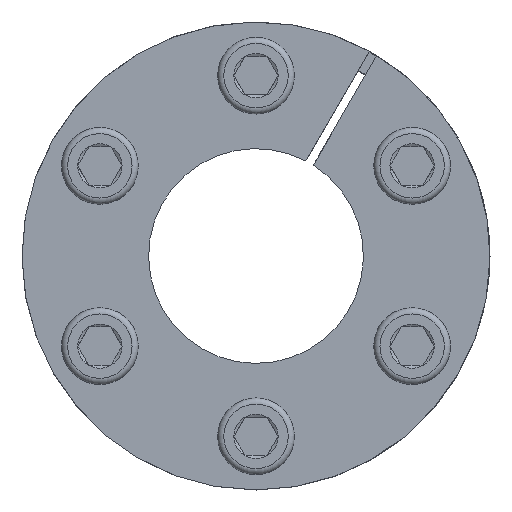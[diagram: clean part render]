
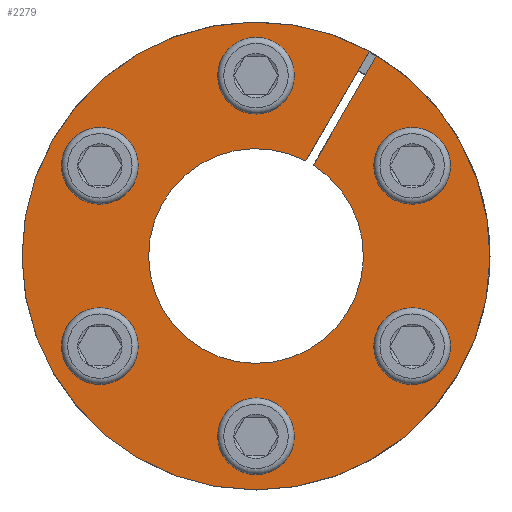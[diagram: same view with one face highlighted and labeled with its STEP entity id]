
A CAD part, front view. The second image highlights one B-rep face of the part: STEP entity #2279.
In plain terms, the highlighted planar face has unit normal (0, -1, 0).
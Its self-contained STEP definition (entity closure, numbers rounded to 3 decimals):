
#272=PLANE('',#2478);
#441=CIRCLE('',#2442,14.);
#454=CIRCLE('',#2465,3.);
#455=CIRCLE('',#2467,30.5);
#463=CIRCLE('',#2479,3.);
#464=CIRCLE('',#2480,3.);
#465=CIRCLE('',#2481,3.);
#466=CIRCLE('',#2482,3.);
#467=CIRCLE('',#2483,3.);
#574=VERTEX_POINT('',#3410);
#576=VERTEX_POINT('',#3414);
#585=VERTEX_POINT('',#3442);
#599=VERTEX_POINT('',#3500);
#601=VERTEX_POINT('',#3511);
#608=VERTEX_POINT('',#3532);
#609=VERTEX_POINT('',#3534);
#610=VERTEX_POINT('',#3536);
#611=VERTEX_POINT('',#3538);
#612=VERTEX_POINT('',#3540);
#757=VECTOR('',#2786,1.);
#770=VECTOR('',#2814,1.);
#847=LINE('',#3441,#757);
#860=LINE('',#3501,#770);
#936=EDGE_CURVE('',#576,#574,#441,.T.);
#945=EDGE_CURVE('',#585,#574,#847,.T.);
#968=EDGE_CURVE('',#576,#599,#860,.T.);
#973=EDGE_CURVE('',#601,#601,#454,.T.);
#974=EDGE_CURVE('',#599,#585,#455,.T.);
#982=EDGE_CURVE('',#608,#608,#463,.T.);
#983=EDGE_CURVE('',#609,#609,#464,.T.);
#984=EDGE_CURVE('',#610,#610,#465,.T.);
#985=EDGE_CURVE('',#611,#611,#466,.T.);
#986=EDGE_CURVE('',#612,#612,#467,.T.);
#1280=ORIENTED_EDGE('',*,*,#982,.T.);
#1281=ORIENTED_EDGE('',*,*,#983,.T.);
#1282=ORIENTED_EDGE('',*,*,#984,.T.);
#1283=ORIENTED_EDGE('',*,*,#985,.T.);
#1284=ORIENTED_EDGE('',*,*,#986,.T.);
#1285=ORIENTED_EDGE('',*,*,#973,.T.);
#1286=ORIENTED_EDGE('',*,*,#968,.T.);
#1287=ORIENTED_EDGE('',*,*,#974,.T.);
#1288=ORIENTED_EDGE('',*,*,#945,.T.);
#1289=ORIENTED_EDGE('',*,*,#936,.F.);
#1758=EDGE_LOOP('',(#1280));
#1759=EDGE_LOOP('',(#1281));
#1760=EDGE_LOOP('',(#1282));
#1761=EDGE_LOOP('',(#1283));
#1762=EDGE_LOOP('',(#1284));
#1763=EDGE_LOOP('',(#1285));
#1764=EDGE_LOOP('',(#1286,#1287,#1288,#1289));
#2023=FACE_BOUND('',#1758,.T.);
#2024=FACE_BOUND('',#1759,.T.);
#2025=FACE_BOUND('',#1760,.T.);
#2026=FACE_BOUND('',#1761,.T.);
#2027=FACE_BOUND('',#1762,.T.);
#2028=FACE_BOUND('',#1763,.T.);
#2029=FACE_BOUND('',#1764,.T.);
#2279=ADVANCED_FACE('',(#2023,#2024,#2025,#2026,#2027,#2028,#2029),#272,
 .F.);
#2442=AXIS2_PLACEMENT_3D('',#3415,#2769,#2770);
#2465=AXIS2_PLACEMENT_3D('',#3510,#2828,#2829);
#2467=AXIS2_PLACEMENT_3D('',#3513,#2832,#2833);
#2478=AXIS2_PLACEMENT_3D('',#3530,#2852,$);
#2479=AXIS2_PLACEMENT_3D('',#3531,#2853,#2854);
#2480=AXIS2_PLACEMENT_3D('',#3533,#2855,#2856);
#2481=AXIS2_PLACEMENT_3D('',#3535,#2857,#2858);
#2482=AXIS2_PLACEMENT_3D('',#3537,#2859,#2860);
#2483=AXIS2_PLACEMENT_3D('',#3539,#2861,#2862);
#2769=DIRECTION('',(0.,-1.,0.));
#2770=DIRECTION('',(0.,0.,-14.));
#2786=DIRECTION('',(-0.5,0.,-0.866));
#2814=DIRECTION('',(0.5,0.,0.866));
#2828=DIRECTION('',(0.,1.,0.));
#2829=DIRECTION('',(1.5,0.,2.598));
#2832=DIRECTION('',(0.,-1.,0.));
#2833=DIRECTION('',(0.,0.,-30.5));
#2852=DIRECTION('',(0.,1.,0.));
#2853=DIRECTION('',(0.,1.,0.));
#2854=DIRECTION('',(3.,0.,0.));
#2855=DIRECTION('',(0.,1.,0.));
#2856=DIRECTION('',(1.5,0.,-2.598));
#2857=DIRECTION('',(0.,1.,0.));
#2858=DIRECTION('',(-1.5,0.,-2.598));
#2859=DIRECTION('',(0.,1.,0.));
#2860=DIRECTION('',(-3.,0.,0.));
#2861=DIRECTION('',(0.,1.,0.));
#2862=DIRECTION('',(-1.5,0.,2.598));
#3410=CARTESIAN_POINT('',(7.477,0.,11.836));
#3414=CARTESIAN_POINT('',(6.512,0.,12.393));
#3415=CARTESIAN_POINT('',(0.,0.,0.));
#3441=CARTESIAN_POINT('',(15.732,0.,26.135));
#3442=CARTESIAN_POINT('',(15.73,0.,26.131));
#3500=CARTESIAN_POINT('',(14.765,0.,26.688));
#3501=CARTESIAN_POINT('',(6.512,0.,12.393));
#3510=CARTESIAN_POINT('',(-20.352,0.,11.75));
#3511=CARTESIAN_POINT('',(-18.852,0.,14.348));
#3513=CARTESIAN_POINT('',(0.,0.,0.));
#3530=CARTESIAN_POINT('',(0.,0.,
30.5));
#3531=CARTESIAN_POINT('',(0.,0.,23.5));
#3532=CARTESIAN_POINT('',(3.,0.,23.5));
#3533=CARTESIAN_POINT('',(20.352,0.,11.75));
#3534=CARTESIAN_POINT('',(21.852,0.,9.152));
#3535=CARTESIAN_POINT('',(20.352,0.,-11.75));
#3536=CARTESIAN_POINT('',(18.852,0.,-14.348));
#3537=CARTESIAN_POINT('',(0.,0.,-23.5));
#3538=CARTESIAN_POINT('',(-3.,0.,-23.5));
#3539=CARTESIAN_POINT('',(-20.352,0.,-11.75));
#3540=CARTESIAN_POINT('',(-21.852,0.,-9.152));
